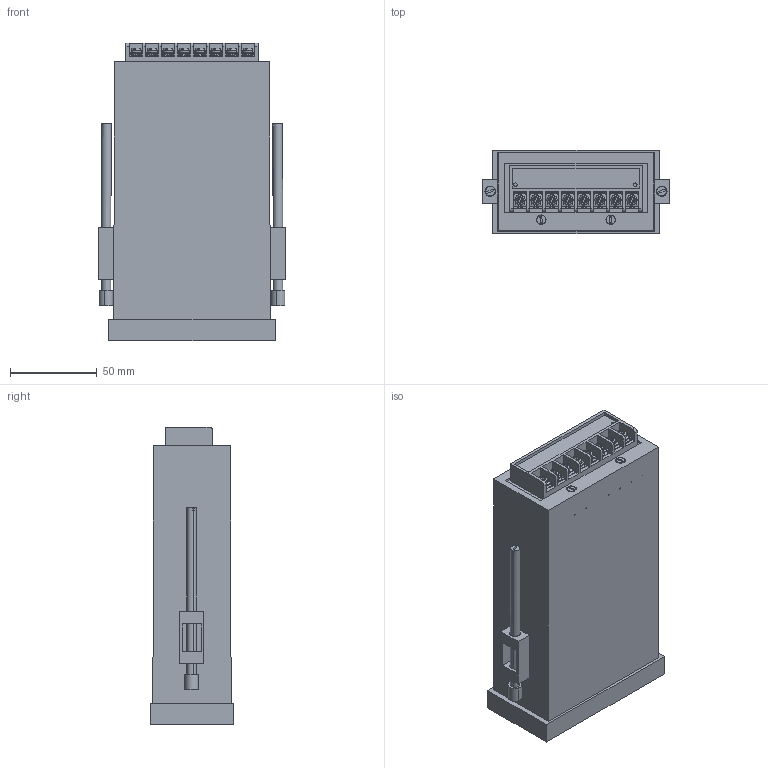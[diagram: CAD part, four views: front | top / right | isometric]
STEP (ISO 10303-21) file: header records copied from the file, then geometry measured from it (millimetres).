
FILE_DESCRIPTION (( 'STEP AP214' ), '1' );
FILE_NAME ('IC-048-06.STEP', '2022-01-17T14:10:51', ( '' ), ( '' ), 'SwSTEP 2.0', 'SolidWorks 2017', '' );
FILE_SCHEMA (( 'AUTOMOTIVE_DESIGN' ));
Length unit declared in the file: millimetre
Products named in the file (83): C-Type Terminal Nut; Back Plate BP-48-01.with D Type TerminalSLDASM; Washer; Screw; Screw+Washer; Screw-Countershank-Small; C Type Terminal TC-C; Screw-Countershank; BrassInsert; Clamp-Plastic-2; D-Type Terminal-Sheet metal; Clamp-Metal-110; IC-150-Horizontal PCB; Screw-smallest; Clamp-Plastic-1; IC-048-06; Case IC-048; C-Type Terminal-Sheet metal; BP-48-01; Front Plate FP-48-01; Red Transparent Sheet RTS-96-01; D Type Terminal TC-D; Clamp-110
Assembly tree (42 placements, depth 5):
  C-Type Terminal Nut
  Screw
  C-Type Terminal Nut
  Washer
  Screw-Countershank
Bounding box: 107.92 x 48 x 171.5 mm (x, y, z)
Volume: 137985.1 mm3; surface area: 158393.5 mm2
Topology: 59 solids, 59 shells, 1915 faces, 4913 edges, 3091 vertices
Faces by surface type: plane 1200, cylinder 562, cone 65, bspline 35, sphere 27, torus 26
Entity records: 23187 total; most frequent: CARTESIAN_POINT 4454, ORIENTED_EDGE 3598, DIRECTION 3470, EDGE_CURVE 1799, VECTOR 1372, LINE 1372, VERTEX_POINT 1165, AXIS2_PLACEMENT_3D 1049
